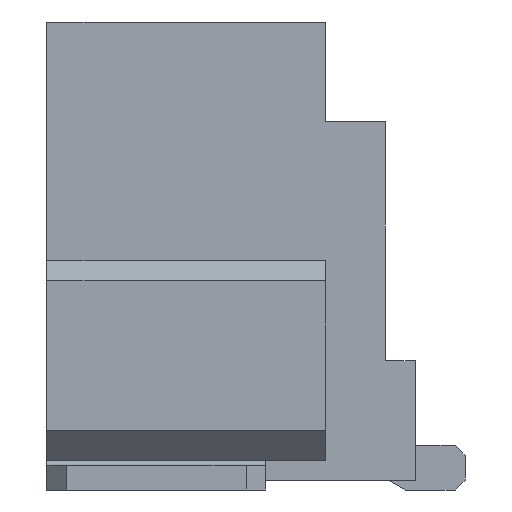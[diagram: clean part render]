
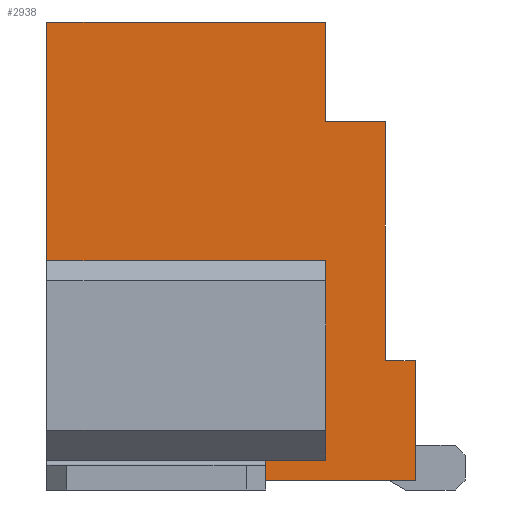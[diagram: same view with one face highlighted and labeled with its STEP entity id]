
A CAD part, left-side view. The second image highlights one B-rep face of the part: STEP entity #2938.
In plain terms, the highlighted planar face has unit normal (-1, 0, 0).
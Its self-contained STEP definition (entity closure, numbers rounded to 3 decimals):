
#61 = DIRECTION ( 'NONE',  ( 0., -1., 0. ) ) ;
#175 = VECTOR ( 'NONE', #3026, 1000. ) ;
#245 = CARTESIAN_POINT ( 'NONE',  ( -2.75, -0.95, -2.1 ) ) ;
#277 = ORIENTED_EDGE ( 'NONE', *, *, #3921, .T. ) ;
#292 = VECTOR ( 'NONE', #423, 1000. ) ;
#318 = LINE ( 'NONE', #1185, #1449 ) ;
#352 = PLANE ( 'NONE',  #1351 ) ;
#423 = DIRECTION ( 'NONE',  ( 0., 0., -1. ) ) ;
#647 = FACE_OUTER_BOUND ( 'NONE', #6129, .T. ) ;
#746 = EDGE_CURVE ( 'NONE', #1734, #3544, #5502, .T. ) ;
#772 = EDGE_CURVE ( 'NONE', #3077, #1734, #5959, .T. ) ;
#795 = VERTEX_POINT ( 'NONE', #4483 ) ;
#813 = ORIENTED_EDGE ( 'NONE', *, *, #3495, .T. ) ;
#863 = ORIENTED_EDGE ( 'NONE', *, *, #4331, .F. ) ;
#964 = DIRECTION ( 'NONE',  ( 0., 0., -1. ) ) ;
#990 = CARTESIAN_POINT ( 'NONE',  ( -2.75, 1.85, 2.3 ) ) ;
#1063 = CARTESIAN_POINT ( 'NONE',  ( -2.75, 1.85, -2.3 ) ) ;
#1091 = DIRECTION ( 'NONE',  ( 0., 0., -1. ) ) ;
#1185 = CARTESIAN_POINT ( 'NONE',  ( -2.75, 1.85, -2.3 ) ) ;
#1351 = AXIS2_PLACEMENT_3D ( 'NONE', #4576, #2122, #6018 ) ;
#1383 = LINE ( 'NONE', #990, #1923 ) ;
#1449 = VECTOR ( 'NONE', #5267, 1000. ) ;
#1476 = LINE ( 'NONE', #2507, #3404 ) ;
#1479 = CARTESIAN_POINT ( 'NONE',  ( -2.75, -1.85, -2.3 ) ) ;
#1631 = CARTESIAN_POINT ( 'NONE',  ( -2.75, 1.85, -2.3 ) ) ;
#1710 = CARTESIAN_POINT ( 'NONE',  ( -2.75, -1.55, -1.1 ) ) ;
#1734 = VERTEX_POINT ( 'NONE', #2373 ) ;
#1743 = VERTEX_POINT ( 'NONE', #4347 ) ;
#1803 = LINE ( 'NONE', #3148, #2439 ) ;
#1923 = VECTOR ( 'NONE', #5824, 1000. ) ;
#2034 = CARTESIAN_POINT ( 'NONE',  ( -2.75, -1.55, 1.3 ) ) ;
#2041 = VERTEX_POINT ( 'NONE', #3846 ) ;
#2074 = VECTOR ( 'NONE', #1091, 1000. ) ;
#2122 = DIRECTION ( 'NONE',  ( -1., 0., 0. ) ) ;
#2280 = VECTOR ( 'NONE', #2638, 1000. ) ;
#2353 = VERTEX_POINT ( 'NONE', #1631 ) ;
#2373 = CARTESIAN_POINT ( 'NONE',  ( -2.75, -1.55, 1.3 ) ) ;
#2382 = CARTESIAN_POINT ( 'NONE',  ( -2.75, -1.85, -1.1 ) ) ;
#2409 = CARTESIAN_POINT ( 'NONE',  ( -2.75, 1.85, -2.1 ) ) ;
#2439 = VECTOR ( 'NONE', #4768, 1000. ) ;
#2507 = CARTESIAN_POINT ( 'NONE',  ( -2.75, 1.85, -2.1 ) ) ;
#2529 = VECTOR ( 'NONE', #5160, 1000. ) ;
#2638 = DIRECTION ( 'NONE',  ( 0., 0., 1. ) ) ;
#2850 = VECTOR ( 'NONE', #964, 1000. ) ;
#2856 = EDGE_CURVE ( 'NONE', #4858, #4198, #1476, .T. ) ;
#2891 = LINE ( 'NONE', #6370, #292 ) ;
#2907 = EDGE_CURVE ( 'NONE', #2353, #4858, #318, .T. ) ;
#2932 = EDGE_CURVE ( 'NONE', #2041, #1743, #4784, .T. ) ;
#2938 = ADVANCED_FACE ( 'NONE', ( #647 ), #352, .T. ) ;
#2950 = VERTEX_POINT ( 'NONE', #3751 ) ;
#3026 = DIRECTION ( 'NONE',  ( 0., -1., 0. ) ) ;
#3077 = VERTEX_POINT ( 'NONE', #3362 ) ;
#3148 = CARTESIAN_POINT ( 'NONE',  ( -2.75, -1.85, -1.1 ) ) ;
#3174 = ORIENTED_EDGE ( 'NONE', *, *, #4736, .F. ) ;
#3269 = ORIENTED_EDGE ( 'NONE', *, *, #772, .F. ) ;
#3362 = CARTESIAN_POINT ( 'NONE',  ( -2.75, -0.95, 1.3 ) ) ;
#3404 = VECTOR ( 'NONE', #61, 1000. ) ;
#3412 = EDGE_CURVE ( 'NONE', #2353, #2950, #5475, .T. ) ;
#3495 = EDGE_CURVE ( 'NONE', #2041, #4665, #6225, .T. ) ;
#3544 = VERTEX_POINT ( 'NONE', #1710 ) ;
#3575 = LINE ( 'NONE', #1479, #4188 ) ;
#3751 = CARTESIAN_POINT ( 'NONE',  ( -2.75, -1.85, -2.3 ) ) ;
#3754 = ORIENTED_EDGE ( 'NONE', *, *, #2932, .F. ) ;
#3846 = CARTESIAN_POINT ( 'NONE',  ( -2.75, 1.85, -0.1 ) ) ;
#3921 = EDGE_CURVE ( 'NONE', #5545, #3544, #1803, .T. ) ;
#4167 = CARTESIAN_POINT ( 'NONE',  ( -2.75, 1.85, -0.1 ) ) ;
#4188 = VECTOR ( 'NONE', #4451, 1000. ) ;
#4198 = VERTEX_POINT ( 'NONE', #245 ) ;
#4331 = EDGE_CURVE ( 'NONE', #1743, #795, #1383, .T. ) ;
#4347 = CARTESIAN_POINT ( 'NONE',  ( -2.75, 1.85, 2.3 ) ) ;
#4364 = ORIENTED_EDGE ( 'NONE', *, *, #4390, .T. ) ;
#4389 = ORIENTED_EDGE ( 'NONE', *, *, #3412, .T. ) ;
#4390 = EDGE_CURVE ( 'NONE', #4665, #4198, #6317, .T. ) ;
#4451 = DIRECTION ( 'NONE',  ( 0., 0., 1. ) ) ;
#4483 = CARTESIAN_POINT ( 'NONE',  ( -2.75, -0.95, 2.3 ) ) ;
#4576 = CARTESIAN_POINT ( 'NONE',  ( -2.75, 1.85, -2.3 ) ) ;
#4665 = VERTEX_POINT ( 'NONE', #5181 ) ;
#4736 = EDGE_CURVE ( 'NONE', #795, #3077, #2891, .T. ) ;
#4756 = CARTESIAN_POINT ( 'NONE',  ( -2.75, 1.85, -0.1 ) ) ;
#4768 = DIRECTION ( 'NONE',  ( 0., 1., 0. ) ) ;
#4784 = LINE ( 'NONE', #4756, #2280 ) ;
#4858 = VERTEX_POINT ( 'NONE', #2409 ) ;
#4977 = ORIENTED_EDGE ( 'NONE', *, *, #746, .F. ) ;
#5023 = DIRECTION ( 'NONE',  ( 0., -1., 0. ) ) ;
#5160 = DIRECTION ( 'NONE',  ( 0., -1., 0. ) ) ;
#5181 = CARTESIAN_POINT ( 'NONE',  ( -2.75, -0.95, -0.1 ) ) ;
#5267 = DIRECTION ( 'NONE',  ( 0., 0., 1. ) ) ;
#5269 = ORIENTED_EDGE ( 'NONE', *, *, #5333, .T. ) ;
#5333 = EDGE_CURVE ( 'NONE', #2950, #5545, #3575, .T. ) ;
#5364 = VECTOR ( 'NONE', #5023, 1000. ) ;
#5374 = CARTESIAN_POINT ( 'NONE',  ( -2.75, -0.95, -0.1 ) ) ;
#5475 = LINE ( 'NONE', #1063, #175 ) ;
#5478 = ORIENTED_EDGE ( 'NONE', *, *, #2856, .F. ) ;
#5502 = LINE ( 'NONE', #2034, #2074 ) ;
#5545 = VERTEX_POINT ( 'NONE', #2382 ) ;
#5824 = DIRECTION ( 'NONE',  ( 0., -1., 0. ) ) ;
#5959 = LINE ( 'NONE', #6023, #5364 ) ;
#6018 = DIRECTION ( 'NONE',  ( 0., 0., 1. ) ) ;
#6023 = CARTESIAN_POINT ( 'NONE',  ( -2.75, -0.95, 1.3 ) ) ;
#6129 = EDGE_LOOP ( 'NONE', ( #863, #3754, #813, #4364, #5478, #6278, #4389, #5269, #277, #4977, #3269, #3174 ) ) ;
#6225 = LINE ( 'NONE', #4167, #2529 ) ;
#6278 = ORIENTED_EDGE ( 'NONE', *, *, #2907, .F. ) ;
#6317 = LINE ( 'NONE', #5374, #2850 ) ;
#6370 = CARTESIAN_POINT ( 'NONE',  ( -2.75, -0.95, 2.3 ) ) ;
